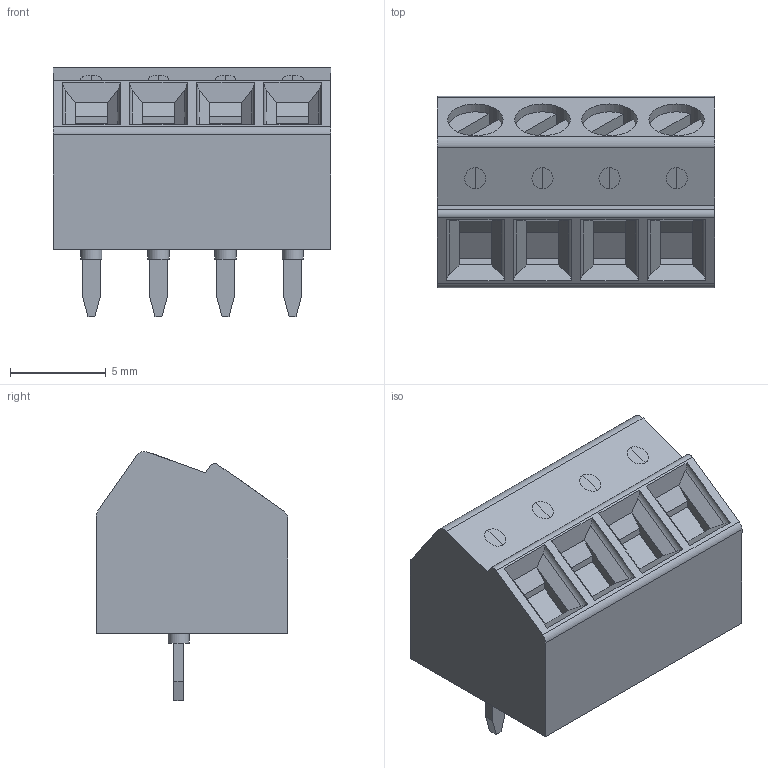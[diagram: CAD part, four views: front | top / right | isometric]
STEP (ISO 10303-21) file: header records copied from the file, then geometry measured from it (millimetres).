
FILE_DESCRIPTION(/* description */ (''),/* implementation_level */ '2;1');
FILE_NAME(/* name */ 'PHOENIX_1751112.stp',/* time_stamp */ '2015-03-31T14:27:10+02:00',/* author */ ('admchouv'),/* organization */ (''),/* preprocessor_version */ 'ST-DEVELOPER v15.5',/* originating_system */ 'AutoCAD Mechanical',/* authorisation */ '');
FILE_SCHEMA (('AUTOMOTIVE_DESIGN { 1 0 10303 214 3 1 1 }'));
Length unit declared in the file: millimetre
Products named in the file (1): Product
Bounding box: 14.5 x 10 x 13 mm (x, y, z)
Volume: 1134.9 mm3; surface area: 1025.1 mm2
Topology: 17 solids, 17 shells, 177 faces, 385 edges, 254 vertices
Faces by surface type: plane 153, cylinder 24
Full cylindrical faces by diameter (mm): 1.1 x4, 2.8 x4, 2.9 x4
Entity records: 4710 total; most frequent: CARTESIAN_POINT 797, DIRECTION 793, ORIENTED_EDGE 738, EDGE_CURVE 369, LINE 301, VECTOR 301, VERTEX_POINT 250, AXIS2_PLACEMENT_3D 246
